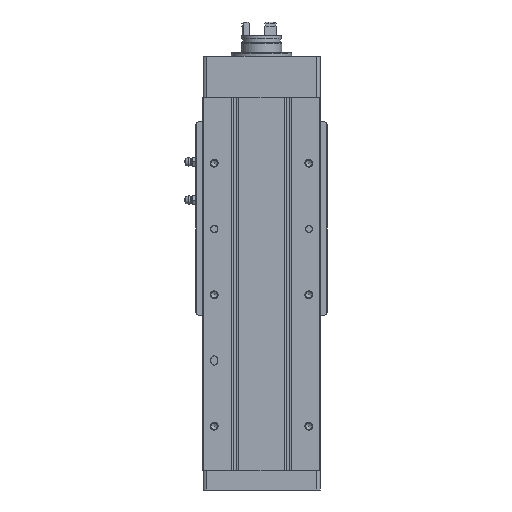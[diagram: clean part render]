
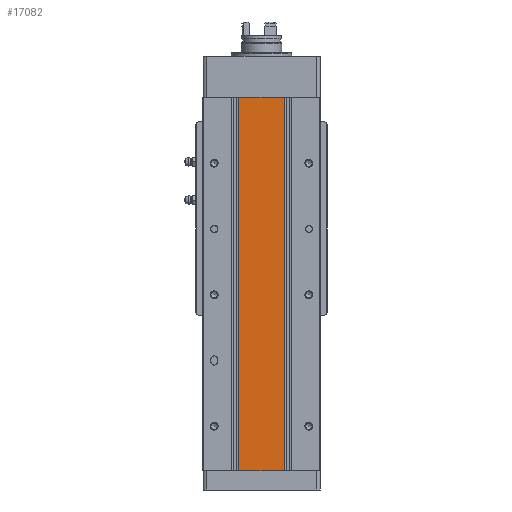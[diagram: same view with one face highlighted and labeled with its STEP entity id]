
A CAD part, front view. The second image highlights one B-rep face of the part: STEP entity #17082.
In plain terms, the highlighted planar face has unit normal (0, -1, 0).
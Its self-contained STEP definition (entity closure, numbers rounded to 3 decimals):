
#180=PLANE('',#18130);
#847=LINE('',#24562,#1923);
#885=LINE('',#24677,#1961);
#914=LINE('',#24764,#1990);
#915=LINE('',#24765,#1991);
#1923=VECTOR('',#20073,1000.);
#1961=VECTOR('',#20175,1000.);
#1990=VECTOR('',#20266,1000.);
#1991=VECTOR('',#20267,1000.);
#3626=ORIENTED_EDGE('',*,*,#7324,.T.);
#3627=ORIENTED_EDGE('',*,*,#7432,.T.);
#3628=ORIENTED_EDGE('',*,*,#7384,.F.);
#3629=ORIENTED_EDGE('',*,*,#7433,.F.);
#7324=EDGE_CURVE('',#9225,#9226,#847,.T.);
#7384=EDGE_CURVE('',#9271,#9270,#885,.T.);
#7432=EDGE_CURVE('',#9226,#9270,#914,.T.);
#7433=EDGE_CURVE('',#9225,#9271,#915,.T.);
#9225=VERTEX_POINT('',#24559);
#9226=VERTEX_POINT('',#24561);
#9270=VERTEX_POINT('',#24674);
#9271=VERTEX_POINT('',#24676);
#11096=EDGE_LOOP('',(#3626,#3627,#3628,#3629));
#12189=FACE_BOUND('',#11096,.T.);
#17082=ADVANCED_FACE('',(#12189),#180,.T.);
#18130=AXIS2_PLACEMENT_3D('',#24763,#20264,#20265);
#20073=DIRECTION('',(1.,0.,0.));
#20175=DIRECTION('',(1.,0.,0.));
#20264=DIRECTION('',(0.,-1.,0.));
#20265=DIRECTION('',(0.,0.,-1.));
#20266=DIRECTION('',(0.,0.,1.));
#20267=DIRECTION('',(0.,0.,1.));
#24559=CARTESIAN_POINT('',(-17.4,0.,-284.));
#24561=CARTESIAN_POINT('',(17.4,0.,-284.));
#24562=CARTESIAN_POINT('',(-45.,0.,-284.));
#24674=CARTESIAN_POINT('',(17.4,0.,0.));
#24676=CARTESIAN_POINT('',(-17.4,0.,0.));
#24677=CARTESIAN_POINT('',(-45.,0.,0.));
#24763=CARTESIAN_POINT('',(-45.,0.,-284.));
#24764=CARTESIAN_POINT('',(17.4,0.,-284.));
#24765=CARTESIAN_POINT('',(-17.4,0.,-284.));
